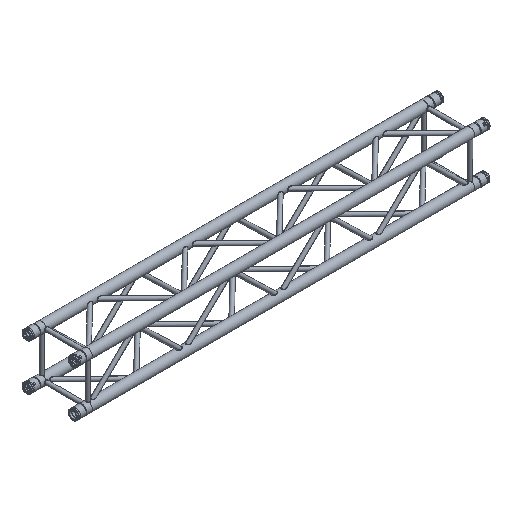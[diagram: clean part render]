
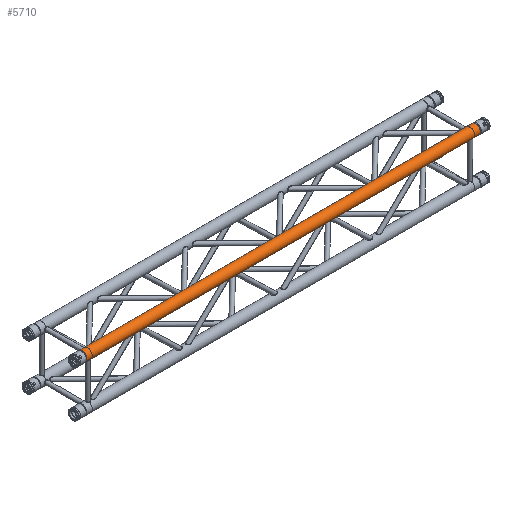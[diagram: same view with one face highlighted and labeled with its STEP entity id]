
A CAD part, isometric view. The second image highlights one B-rep face of the part: STEP entity #5710.
In plain terms, the highlighted cylindrical face has radius 25 mm (diameter 50 mm), a full revolution.
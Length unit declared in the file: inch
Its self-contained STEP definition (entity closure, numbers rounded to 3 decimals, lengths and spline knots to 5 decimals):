
#437=CIRCLE('',#7177,0.98425);
#439=CIRCLE('',#7180,0.98425);
#900=LINE('',#23064,#1084);
#1084=VECTOR('',#8455,0.98425);
#1502=FACE_OUTER_BOUND('',#1920,.T.);
#1920=EDGE_LOOP('',(#5131,#5132,#5133,#5134));
#2871=VERTEX_POINT('',#23052);
#2873=VERTEX_POINT('',#23057);
#3627=EDGE_CURVE('',#2871,#2871,#437,.T.);
#3629=EDGE_CURVE('',#2873,#2873,#439,.T.);
#3632=EDGE_CURVE('',#2873,#2871,#900,.T.);
#5131=ORIENTED_EDGE('',*,*,#3629,.T.);
#5132=ORIENTED_EDGE('',*,*,#3632,.T.);
#5133=ORIENTED_EDGE('',*,*,#3627,.T.);
#5134=ORIENTED_EDGE('',*,*,#3632,.F.);
#5421=CYLINDRICAL_SURFACE('',#7183,0.98425);
#5710=ADVANCED_FACE('',(#1502),#5421,.T.);
#7177=AXIS2_PLACEMENT_3D('',#23053,#8440,#8441);
#7180=AXIS2_PLACEMENT_3D('',#23058,#8446,#8447);
#7183=AXIS2_PLACEMENT_3D('',#23063,#8453,#8454);
#8440=DIRECTION('center_axis',(1.,0.,0.));
#8441=DIRECTION('ref_axis',(0.,-1.,0.));
#8446=DIRECTION('center_axis',(-1.,0.,0.));
#8447=DIRECTION('ref_axis',(0.,-1.,0.));
#8453=DIRECTION('center_axis',(1.,0.,0.));
#8454=DIRECTION('ref_axis',(0.,-1.,0.));
#8455=DIRECTION('',(-1.,0.,0.));
#23052=CARTESIAN_POINT('',(1.8253,0.98425,9.44882));
#23053=CARTESIAN_POINT('Origin',(1.8253,0.,
9.44882));
#23057=CARTESIAN_POINT('',(82.53396,0.98425,9.44882));
#23058=CARTESIAN_POINT('Origin',(82.53396,0.,
9.44882));
#23063=CARTESIAN_POINT('Origin',(7.73081,0.,
9.44882));
#23064=CARTESIAN_POINT('',(7.73081,0.98425,9.44882));
